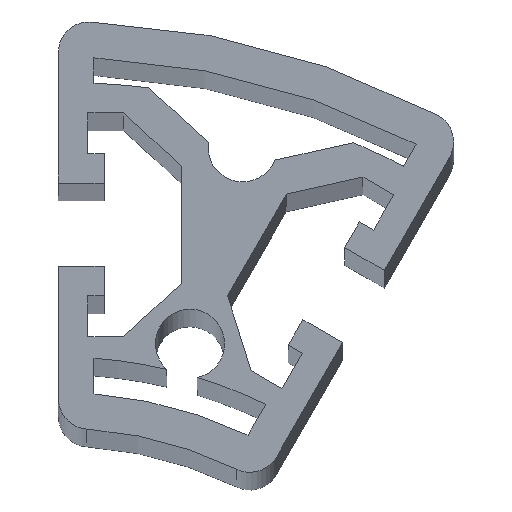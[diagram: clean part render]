
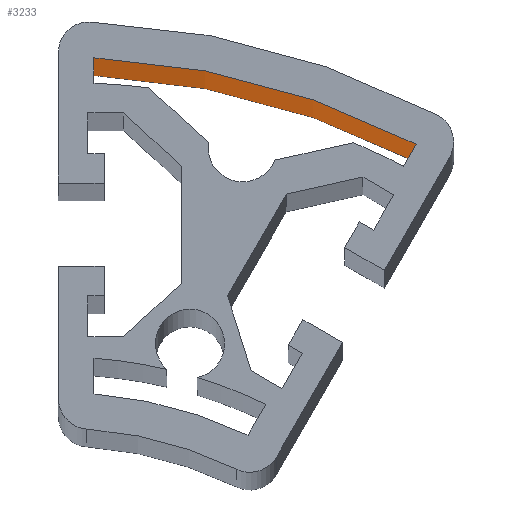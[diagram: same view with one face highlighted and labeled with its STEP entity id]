
A CAD part, top view. The second image highlights one B-rep face of the part: STEP entity #3233.
In plain terms, the highlighted cylindrical face has radius 76.5 mm (diameter 153 mm), a partial arc.
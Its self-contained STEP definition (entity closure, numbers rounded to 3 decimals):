
#1539=CIRCLE('',#3089,76.5);
#1552=CIRCLE('',#3104,76.5);
#1566=CYLINDRICAL_SURFACE('',#3141,76.5);
#1856=ORIENTED_EDGE('',*,*,#2280,.F.);
#1857=ORIENTED_EDGE('',*,*,#2359,.T.);
#1858=ORIENTED_EDGE('',*,*,#2322,.T.);
#1859=ORIENTED_EDGE('',*,*,#2360,.F.);
#1987=VECTOR('',#2747,1.);
#1988=VECTOR('',#2750,1.);
#2109=LINE('',#3056,#1987);
#2110=LINE('',#3058,#1988);
#2169=VERTEX_POINT('',#2896);
#2170=VERTEX_POINT('',#2898);
#2209=VERTEX_POINT('',#2980);
#2210=VERTEX_POINT('',#2982);
#2280=EDGE_CURVE('',#2170,#2169,#1539,.T.);
#2322=EDGE_CURVE('',#2209,#2210,#1552,.T.);
#2359=EDGE_CURVE('',#2170,#2209,#2109,.T.);
#2360=EDGE_CURVE('',#2169,#2210,#2110,.T.);
#2415=EDGE_LOOP('',(#1856,#1857,#1858,#1859));
#2471=FACE_BOUND('',#2415,.F.);
#2579=DIRECTION('',(1.,0.,0.));
#2580=DIRECTION('',(0.,76.42,3.5));
#2638=DIRECTION('',(1.,0.,0.));
#2639=DIRECTION('',(0.,76.42,3.5));
#2747=DIRECTION('',(-1000.,0.,0.));
#2748=DIRECTION('',(-1.,0.,0.));
#2749=DIRECTION('',(0.,0.999,0.046));
#2750=DIRECTION('',(-1000.,0.,0.));
#2896=CARTESIAN_POINT('',(1000.,9.976,19.65));
#2898=CARTESIAN_POINT('',(1000.,18.464,-12.029));
#2899=CARTESIAN_POINT('',(1000.,-57.956,-15.529));
#2980=CARTESIAN_POINT('',(0.,18.464,-12.029));
#2982=CARTESIAN_POINT('',(0.,9.976,19.65));
#2983=CARTESIAN_POINT('',(0.,-57.956,-15.529));
#3056=CARTESIAN_POINT('',(1000.,18.464,-12.029));
#3057=CARTESIAN_POINT('',(1000.,-57.956,-15.529));
#3058=CARTESIAN_POINT('',(1000.,9.976,19.65));
#3089=AXIS2_PLACEMENT_3D('',#2899,#2579,#2580);
#3104=AXIS2_PLACEMENT_3D('',#2983,#2638,#2639);
#3141=AXIS2_PLACEMENT_3D('',#3057,#2748,#2749);
#3233=ADVANCED_FACE('',(#2471),#1566,.F.);
